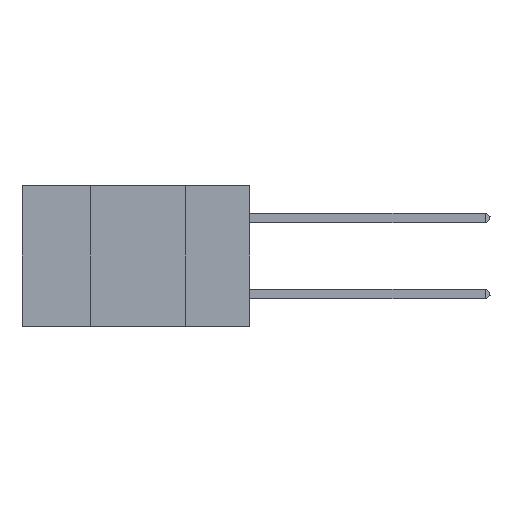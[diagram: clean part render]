
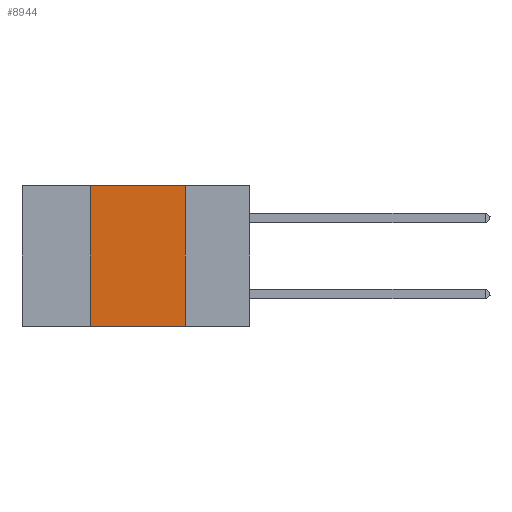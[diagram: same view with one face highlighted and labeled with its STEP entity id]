
A CAD part, left-side view. The second image highlights one B-rep face of the part: STEP entity #8944.
In plain terms, the highlighted planar face has unit normal (-1, 0, 0).
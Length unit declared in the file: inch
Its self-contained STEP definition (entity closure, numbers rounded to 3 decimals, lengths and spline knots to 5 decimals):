
#139 = CARTESIAN_POINT ( 'NONE',  ( 0., 0.42, -0.37 ) ) ;
#322 = VERTEX_POINT ( 'NONE', #12642 ) ;
#480 = EDGE_CURVE ( 'NONE', #20763, #12266, #20643, .T. ) ;
#1345 = VERTEX_POINT ( 'NONE', #28555 ) ;
#1373 = CARTESIAN_POINT ( 'NONE',  ( 0., 0.6, -0.37 ) ) ;
#6567 = CARTESIAN_POINT ( 'NONE',  ( 0., 0.6, 0. ) ) ;
#6696 = VECTOR ( 'NONE', #18256, 39.37008 ) ;
#8625 = CARTESIAN_POINT ( 'NONE',  ( 0., 0.42, 0. ) ) ;
#8752 = DIRECTION ( 'NONE',  ( 0., 0., 1. ) ) ;
#8944 = ADVANCED_FACE ( 'NONE', ( #24033 ), #32174, .F. ) ;
#10541 = EDGE_CURVE ( 'NONE', #20763, #322, #13638, .T. ) ;
#11652 = CARTESIAN_POINT ( 'NONE',  ( 0., 0.17, 0. ) ) ;
#12089 = DIRECTION ( 'NONE',  ( 1., 0., 0. ) ) ;
#12266 = VERTEX_POINT ( 'NONE', #33910 ) ;
#12642 = CARTESIAN_POINT ( 'NONE',  ( 0., 0.42, 0. ) ) ;
#13638 = LINE ( 'NONE', #8625, #14973 ) ;
#14466 = ORIENTED_EDGE ( 'NONE', *, *, #30899, .F. ) ;
#14973 = VECTOR ( 'NONE', #8752, 39.37008 ) ;
#18256 = DIRECTION ( 'NONE',  ( 0., -1., 0. ) ) ;
#18682 = VECTOR ( 'NONE', #28473, 39.37008 ) ;
#20643 = LINE ( 'NONE', #1373, #36362 ) ;
#20763 = VERTEX_POINT ( 'NONE', #139 ) ;
#20948 = LINE ( 'NONE', #23883, #6696 ) ;
#21221 = ORIENTED_EDGE ( 'NONE', *, *, #10541, .F. ) ;
#23883 = CARTESIAN_POINT ( 'NONE',  ( 0., 0.6, 0. ) ) ;
#23933 = ORIENTED_EDGE ( 'NONE', *, *, #480, .T. ) ;
#24033 = FACE_OUTER_BOUND ( 'NONE', #31588, .T. ) ;
#24729 = DIRECTION ( 'NONE',  ( 0., -1., 0. ) ) ;
#25781 = AXIS2_PLACEMENT_3D ( 'NONE', #6567, #12089, #26048 ) ;
#26048 = DIRECTION ( 'NONE',  ( 0., 0., -1. ) ) ;
#28473 = DIRECTION ( 'NONE',  ( 0., 0., -1. ) ) ;
#28555 = CARTESIAN_POINT ( 'NONE',  ( 0., 0.17, 0. ) ) ;
#30435 = EDGE_CURVE ( 'NONE', #322, #1345, #20948, .T. ) ;
#30899 = EDGE_CURVE ( 'NONE', #1345, #12266, #36585, .T. ) ;
#31588 = EDGE_LOOP ( 'NONE', ( #14466, #35624, #21221, #23933 ) ) ;
#32174 = PLANE ( 'NONE',  #25781 ) ;
#33910 = CARTESIAN_POINT ( 'NONE',  ( 0., 0.17, -0.37 ) ) ;
#35624 = ORIENTED_EDGE ( 'NONE', *, *, #30435, .F. ) ;
#36362 = VECTOR ( 'NONE', #24729, 39.37008 ) ;
#36585 = LINE ( 'NONE', #11652, #18682 ) ;
